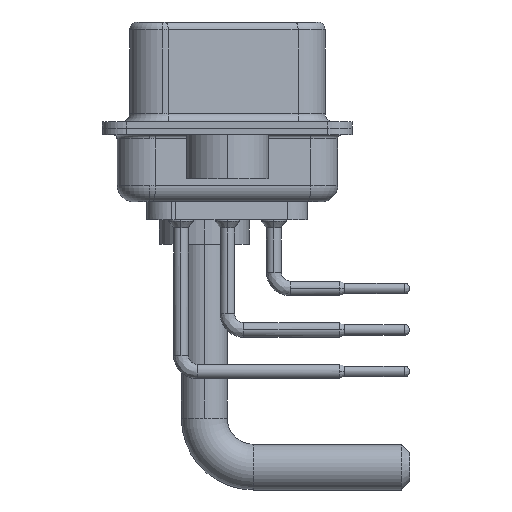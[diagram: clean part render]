
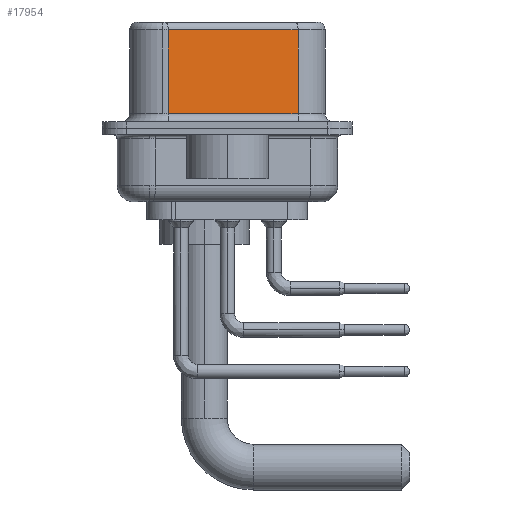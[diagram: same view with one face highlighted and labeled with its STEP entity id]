
A CAD part, left-side view. The second image highlights one B-rep face of the part: STEP entity #17954.
In plain terms, the highlighted planar face has unit normal (-0.985, -0.174, 0).
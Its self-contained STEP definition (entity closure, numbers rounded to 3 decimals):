
#256 = VERTEX_POINT ( 'NONE', #675 ) ;
#675 = CARTESIAN_POINT ( 'NONE',  ( 3.73, 3.628, 6.02 ) ) ;
#737 = AXIS2_PLACEMENT_3D ( 'NONE', #18281, #9998, #6018 ) ;
#899 = CARTESIAN_POINT ( 'NONE',  ( 3.73, 3.628, 6.52 ) ) ;
#1858 = EDGE_CURVE ( 'NONE', #20410, #11059, #30416, .T. ) ;
#3483 = LINE ( 'NONE', #31579, #13476 ) ;
#4745 = CARTESIAN_POINT ( 'NONE',  ( 5.132, -4.322, 0.9 ) ) ;
#5103 = LINE ( 'NONE', #4745, #26299 ) ;
#5279 = DIRECTION ( 'NONE',  ( 0.174, -0.985, 0. ) ) ;
#5657 = CARTESIAN_POINT ( 'NONE',  ( 5.132, -4.322, 6.02 ) ) ;
#6018 = DIRECTION ( 'NONE',  ( -0.174, 0.985, 0. ) ) ;
#6591 = LINE ( 'NONE', #899, #30937 ) ;
#6915 = ORIENTED_EDGE ( 'NONE', *, *, #30225, .T. ) ;
#7064 = PLANE ( 'NONE',  #737 ) ;
#8017 = EDGE_CURVE ( 'NONE', #256, #28589, #6591, .T. ) ;
#8640 = DIRECTION ( 'NONE',  ( -0.174, 0.985, 0. ) ) ;
#9824 = FACE_OUTER_BOUND ( 'NONE', #13355, .T. ) ;
#9998 = DIRECTION ( 'NONE',  ( 0.985, 0.174, 0. ) ) ;
#11059 = VERTEX_POINT ( 'NONE', #34819 ) ;
#13355 = EDGE_LOOP ( 'NONE', ( #19933, #6915, #30573, #26165 ) ) ;
#13476 = VECTOR ( 'NONE', #8640, 1000. ) ;
#17954 = ADVANCED_FACE ( 'NONE', ( #9824 ), #7064, .F. ) ;
#18281 = CARTESIAN_POINT ( 'NONE',  ( 5.132, -4.322, 6.52 ) ) ;
#19933 = ORIENTED_EDGE ( 'NONE', *, *, #1858, .F. ) ;
#20410 = VERTEX_POINT ( 'NONE', #5657 ) ;
#21800 = CARTESIAN_POINT ( 'NONE',  ( 5.132, -4.322, 6.52 ) ) ;
#26165 = ORIENTED_EDGE ( 'NONE', *, *, #30540, .T. ) ;
#26299 = VECTOR ( 'NONE', #5279, 1000. ) ;
#27303 = DIRECTION ( 'NONE',  ( 0., 0., -1. ) ) ;
#28589 = VERTEX_POINT ( 'NONE', #29215 ) ;
#29215 = CARTESIAN_POINT ( 'NONE',  ( 3.73, 3.628, 0.9 ) ) ;
#29450 = VECTOR ( 'NONE', #27303, 1000. ) ;
#30225 = EDGE_CURVE ( 'NONE', #20410, #256, #3483, .T. ) ;
#30416 = LINE ( 'NONE', #21800, #29450 ) ;
#30540 = EDGE_CURVE ( 'NONE', #28589, #11059, #5103, .T. ) ;
#30573 = ORIENTED_EDGE ( 'NONE', *, *, #8017, .T. ) ;
#30937 = VECTOR ( 'NONE', #34668, 1000. ) ;
#31579 = CARTESIAN_POINT ( 'NONE',  ( 5.132, -4.322, 6.02 ) ) ;
#34668 = DIRECTION ( 'NONE',  ( 0., 0., -1. ) ) ;
#34819 = CARTESIAN_POINT ( 'NONE',  ( 5.132, -4.322, 0.9 ) ) ;
